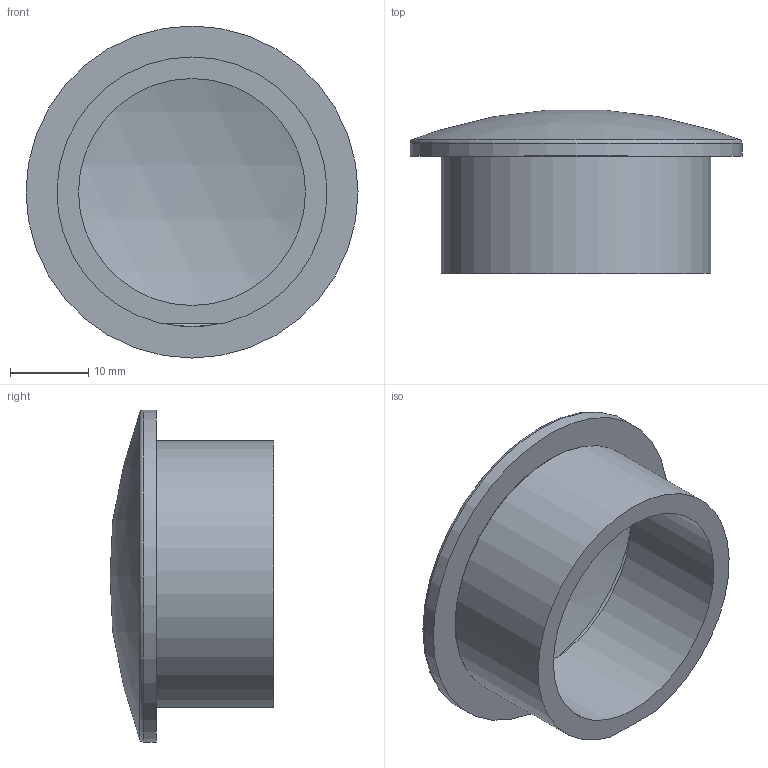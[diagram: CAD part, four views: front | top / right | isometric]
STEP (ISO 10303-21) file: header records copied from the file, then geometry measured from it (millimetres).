
FILE_DESCRIPTION(/* description */ (''),/* implementation_level */ '2;1');
FILE_NAME(/* name */ '48015.ipt.step',/* time_stamp */ '2022-07-18T12:52:41+02:00',/* author */ ('Abt. Technik'),/* organization */ (''),/* preprocessor_version */ 'ST-DEVELOPER v18.1',/* originating_system */ 'Autodesk Inventor 2022',/* authorisation */ '');
FILE_SCHEMA (('AUTOMOTIVE_DESIGN { 1 0 10303 214 3 1 1 }','FEATURE_BASED_PROCESS_PLANNING'));
Length unit declared in the file: millimetre
Products named in the file (1): 48015
Bounding box: 42.4 x 20.9 x 42.4 mm (x, y, z)
Volume: 6612.3 mm3; surface area: 6883.3 mm2
Topology: 1 solids, 1 shells, 12 faces, 25 edges, 16 vertices
Faces by surface type: plane 4, cylinder 4, torus 2, sphere 2
Full cylindrical faces by diameter (mm): 29 x1, 34.4 x1, 42.4 x1
Entity records: 376 total; most frequent: DIRECTION 67, CARTESIAN_POINT 54, ORIENTED_EDGE 50, AXIS2_PLACEMENT_3D 29, EDGE_CURVE 25, CIRCLE 16, VERTEX_POINT 16, EDGE_LOOP 15
